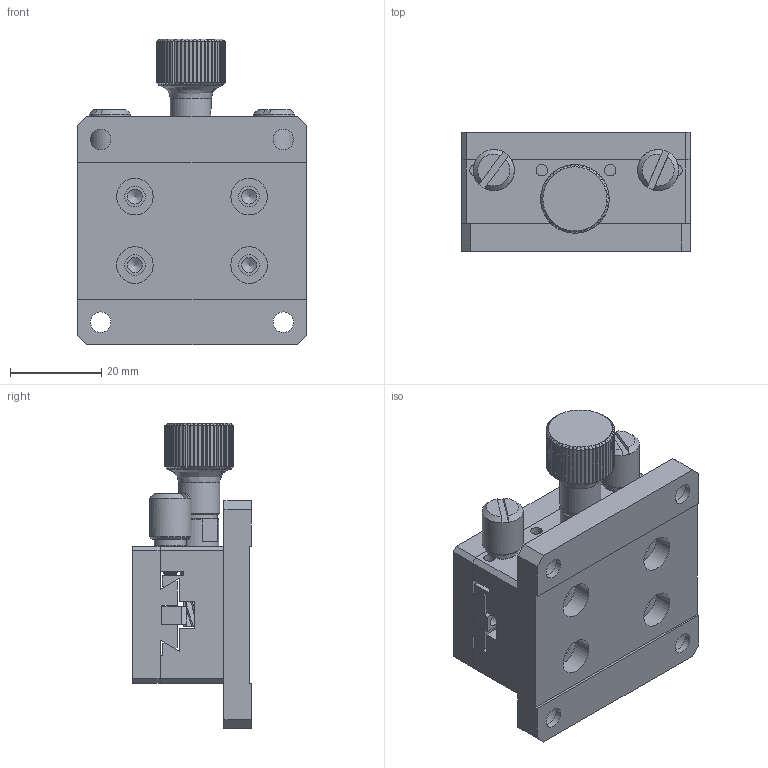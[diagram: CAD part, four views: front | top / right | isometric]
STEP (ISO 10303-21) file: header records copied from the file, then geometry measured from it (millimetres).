
FILE_DESCRIPTION (( 'STEP AP203' ), '1' );
FILE_NAME ('528711.STEP', '2024-10-14T06:28:33', ( 'Windows User' ), ( 'P R C' ), 'SwSTEP 2.0', 'SolidWorks 2020', '' );
FILE_SCHEMA (( 'CONFIG_CONTROL_DESIGN' ));
Products named in the file (1): 528711
Bounding box: 50 x 26 x 67 mm (x, y, z)
Volume: 43214.6 mm3; surface area: 25163.7 mm2
Topology: 11 solids, 11 shells, 653 faces, 1817 edges, 1199 vertices
Faces by surface type: plane 391, cylinder 132, cone 82, bspline 48
Full cylindrical faces by diameter (mm): 1.6 x2, 2.05 x2, 2.4 x2, 2.5 x7, 2.6 x2, 3.3 x12, 4 x2, 4.1 x2, 4.5 x12, 7 x2, 7.5 x1, 7.7 x2, 8 x12, 9 x4
Entity records: 115021 total; most frequent: CARTESIAN_POINT 99481, ORIENTED_EDGE 3390, DIRECTION 2839, EDGE_CURVE 1695, VERTEX_POINT 1165, AXIS2_PLACEMENT_3D 1012, EDGE_LOOP 820, LINE 815
